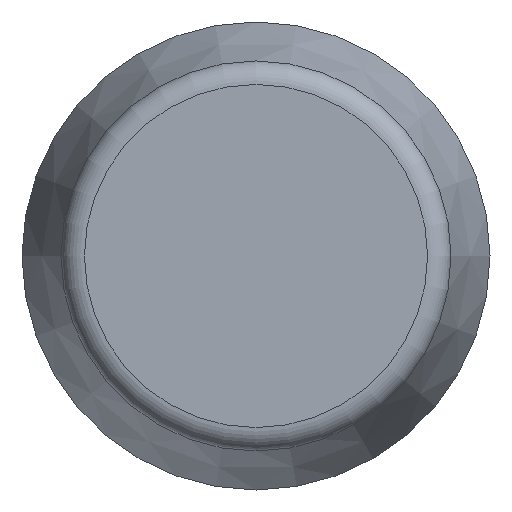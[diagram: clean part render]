
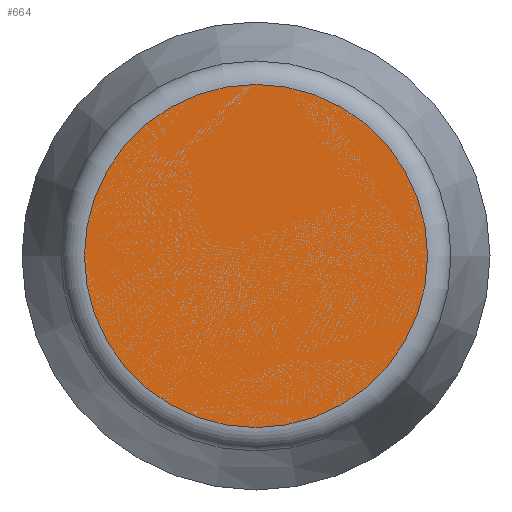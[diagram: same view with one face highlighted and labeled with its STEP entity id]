
A CAD part, front view. The second image highlights one B-rep face of the part: STEP entity #664.
In plain terms, the highlighted planar face has unit normal (0, -1, 0).
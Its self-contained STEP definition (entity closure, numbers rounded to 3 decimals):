
#592 = TOROIDAL_SURFACE('',#593,2.2,0.3);
#593 = AXIS2_PLACEMENT_3D('',#594,#595,#596);
#594 = CARTESIAN_POINT('',(0.,2.436,0.));
#595 = DIRECTION('',(-0.,-1.,-0.));
#596 = DIRECTION('',(-1.,0.,0.));
#610 = VERTEX_POINT('',#611);
#611 = CARTESIAN_POINT('',(-2.2,2.136,0.));
#633 = EDGE_CURVE('',#610,#610,#634,.T.);
#634 = SURFACE_CURVE('',#635,(#640,#647),.PCURVE_S1.);
#635 = CIRCLE('',#636,2.2);
#636 = AXIS2_PLACEMENT_3D('',#637,#638,#639);
#637 = CARTESIAN_POINT('',(0.,2.136,0.));
#638 = DIRECTION('',(0.,1.,0.));
#639 = DIRECTION('',(-1.,0.,0.));
#640 = PCURVE('',#592,#641);
#641 = DEFINITIONAL_REPRESENTATION('',(#642),#646);
#642 = LINE('',#643,#644);
#643 = CARTESIAN_POINT('',(-0.,1.571));
#644 = VECTOR('',#645,1.);
#645 = DIRECTION('',(-1.,0.));
#646 = ( GEOMETRIC_REPRESENTATION_CONTEXT(2) 
PARAMETRIC_REPRESENTATION_CONTEXT() REPRESENTATION_CONTEXT('2D SPACE',''
  ) );
#647 = PCURVE('',#648,#653);
#648 = PLANE('',#649);
#649 = AXIS2_PLACEMENT_3D('',#650,#651,#652);
#650 = CARTESIAN_POINT('',(0.,2.136,0.));
#651 = DIRECTION('',(-0.,-1.,-0.));
#652 = DIRECTION('',(1.,-0.,0.));
#653 = DEFINITIONAL_REPRESENTATION('',(#654),#662);
#654 = ( BOUNDED_CURVE() B_SPLINE_CURVE(2,(#655,#656,#657,#658,#659,#660
,#661),.UNSPECIFIED.,.T.,.F.) B_SPLINE_CURVE_WITH_KNOTS((3,2,2,3),(0.,
    2.094,4.189,6.283),
.PIECEWISE_BEZIER_KNOTS.) CURVE() GEOMETRIC_REPRESENTATION_ITEM() 
RATIONAL_B_SPLINE_CURVE((1.,0.5,1.,0.5,1.,0.5,1.)) REPRESENTATION_ITEM(
  '') );
#655 = CARTESIAN_POINT('',(-2.2,0.));
#656 = CARTESIAN_POINT('',(-2.2,3.811));
#657 = CARTESIAN_POINT('',(1.1,1.905));
#658 = CARTESIAN_POINT('',(4.4,0.));
#659 = CARTESIAN_POINT('',(1.1,-1.905));
#660 = CARTESIAN_POINT('',(-2.2,-3.811));
#661 = CARTESIAN_POINT('',(-2.2,0.));
#662 = ( GEOMETRIC_REPRESENTATION_CONTEXT(2) 
PARAMETRIC_REPRESENTATION_CONTEXT() REPRESENTATION_CONTEXT('2D SPACE',''
  ) );
#664 = ADVANCED_FACE('',(#665),#648,.T.);
#665 = FACE_BOUND('',#666,.F.);
#666 = EDGE_LOOP('',(#667));
#667 = ORIENTED_EDGE('',*,*,#633,.T.);
